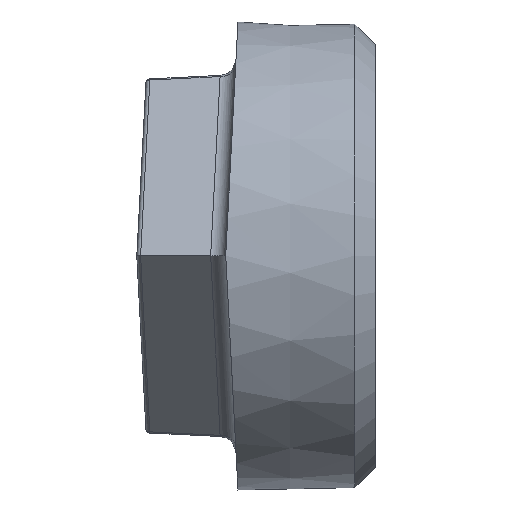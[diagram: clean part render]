
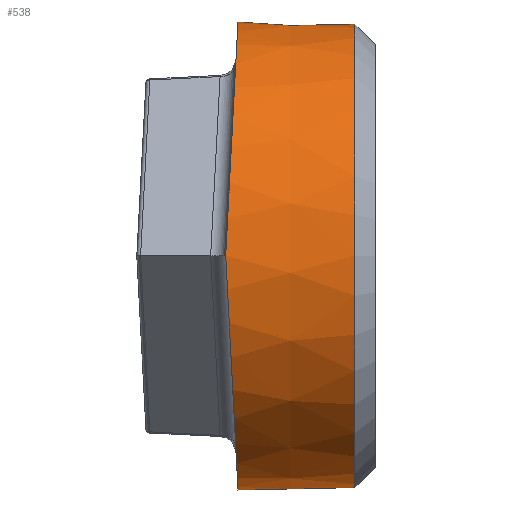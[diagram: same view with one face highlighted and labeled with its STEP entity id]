
A CAD part, top view. The second image highlights one B-rep face of the part: STEP entity #538.
In plain terms, the highlighted conical face has half-angle 1.161 degrees and reference radius 45.74 mm.
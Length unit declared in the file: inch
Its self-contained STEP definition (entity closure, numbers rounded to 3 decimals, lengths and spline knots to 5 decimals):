
#30=ELLIPSE('',#616,1.81499,1.8125);
#31=ELLIPSE('',#617,1.81499,1.8125);
#32=ELLIPSE('',#618,1.81499,1.8125);
#47=LINE('',#925,#77);
#77=VECTOR('',#735,1.80078);
#107=CONICAL_SURFACE('',#615,1.80078,0.02);
#127=FACE_OUTER_BOUND('',#163,.T.);
#163=EDGE_LOOP('',(#404,#405,#406,#407,#408,#409,#410));
#213=CIRCLE('',#613,1.79223);
#214=CIRCLE('',#614,1.79223);
#251=VERTEX_POINT('',#918);
#252=VERTEX_POINT('',#920);
#253=VERTEX_POINT('',#924);
#254=VERTEX_POINT('',#926);
#255=VERTEX_POINT('',#928);
#307=EDGE_CURVE('',#251,#252,#213,.T.);
#308=EDGE_CURVE('',#252,#251,#214,.T.);
#309=EDGE_CURVE('',#252,#253,#47,.T.);
#310=EDGE_CURVE('',#253,#254,#30,.F.);
#311=EDGE_CURVE('',#254,#255,#31,.F.);
#312=EDGE_CURVE('',#255,#253,#32,.F.);
#404=ORIENTED_EDGE('',*,*,#307,.F.);
#405=ORIENTED_EDGE('',*,*,#308,.F.);
#406=ORIENTED_EDGE('',*,*,#309,.T.);
#407=ORIENTED_EDGE('',*,*,#310,.T.);
#408=ORIENTED_EDGE('',*,*,#311,.T.);
#409=ORIENTED_EDGE('',*,*,#312,.T.);
#410=ORIENTED_EDGE('',*,*,#309,.F.);
#538=ADVANCED_FACE('',(#127),#107,.T.);
#613=AXIS2_PLACEMENT_3D('',#921,#729,#730);
#614=AXIS2_PLACEMENT_3D('',#922,#731,#732);
#615=AXIS2_PLACEMENT_3D('',#923,#733,#734);
#616=AXIS2_PLACEMENT_3D('',#927,#736,#737);
#617=AXIS2_PLACEMENT_3D('',#929,#738,#739);
#618=AXIS2_PLACEMENT_3D('',#930,#740,#741);
#729=DIRECTION('center_axis',(1.,0.,0.));
#730=DIRECTION('ref_axis',(0.,-1.,0.));
#731=DIRECTION('center_axis',(1.,0.,0.));
#732=DIRECTION('ref_axis',(0.,-1.,0.));
#733=DIRECTION('center_axis',(-1.,0.,0.));
#734=DIRECTION('ref_axis',(0.,1.,0.));
#735=DIRECTION('',(-1.,-0.02,0.));
#736=DIRECTION('center_axis',(-0.999,-0.052,0.));
#737=DIRECTION('ref_axis',(-0.052,0.999,0.));
#738=DIRECTION('center_axis',(-0.999,0.052,0.));
#739=DIRECTION('ref_axis',(0.052,0.999,0.));
#740=DIRECTION('center_axis',(-0.999,-0.052,0.));
#741=DIRECTION('ref_axis',(-0.052,0.999,0.));
#918=CARTESIAN_POINT('',(1.68753,1.79223,0.));
#920=CARTESIAN_POINT('',(1.68753,-1.79223,0.));
#921=CARTESIAN_POINT('Origin',(1.68753,0.,0.));
#922=CARTESIAN_POINT('Origin',(1.68753,0.,0.));
#923=CARTESIAN_POINT('Origin',(1.26563,0.,0.));
#924=CARTESIAN_POINT('',(0.78239,-1.81058,0.));
#925=CARTESIAN_POINT('',(1.26563,-1.80078,0.));
#926=CARTESIAN_POINT('',(0.6875,0.,-1.8125));
#927=CARTESIAN_POINT('Origin',(0.6874,0.00193,0.));
#928=CARTESIAN_POINT('',(0.6875,0.,1.8125));
#929=CARTESIAN_POINT('Origin',(0.6874,-0.00193,0.));
#930=CARTESIAN_POINT('Origin',(0.6874,0.00193,0.));
